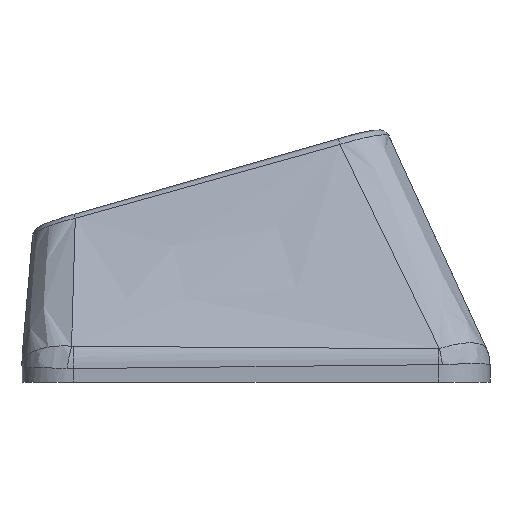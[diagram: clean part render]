
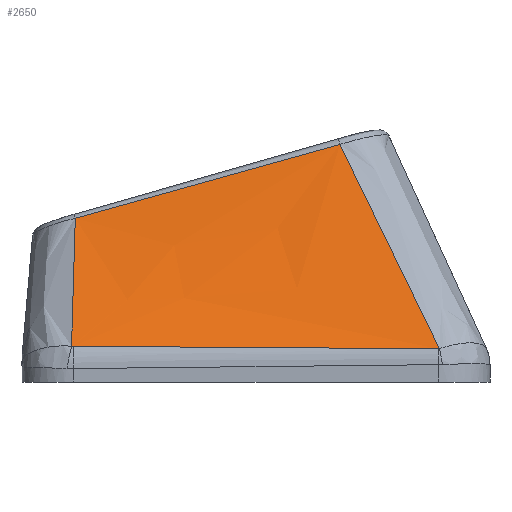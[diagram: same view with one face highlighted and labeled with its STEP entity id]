
A CAD part, left-side view. The second image highlights one B-rep face of the part: STEP entity #2650.
In plain terms, the highlighted free-form (B-spline) face has degree [3, 3] with [4, 4] control points.
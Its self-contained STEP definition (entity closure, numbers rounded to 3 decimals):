
#54=B_SPLINE_SURFACE_WITH_KNOTS('',3,3,((#6355,#6356,#6357,#6358),(#6359,
#6360,#6361,#6362),(#6363,#6364,#6365,#6366),(#6367,#6368,#6369,#6370)),
 .UNSPECIFIED.,.F.,.F.,.F.,(4,4),(4,4),(0.101,0.894),
(0.029,0.966),.UNSPECIFIED.);
#292=FACE_OUTER_BOUND('',#434,.T.);
#434=EDGE_LOOP('',(#2399,#2400,#2401,#2402,#2403,#2404));
#648=B_SPLINE_CURVE_WITH_KNOTS('',3,(#5875,#5876,#5877,#5878),
 .UNSPECIFIED.,.F.,.F.,(4,4),(0.,0.004),
 .UNSPECIFIED.);
#650=B_SPLINE_CURVE_WITH_KNOTS('',3,(#5902,#5903,#5904,#5905),
 .UNSPECIFIED.,.F.,.F.,(4,4),(0.,1.416),.UNSPECIFIED.);
#652=B_SPLINE_CURVE_WITH_KNOTS('',3,(#5929,#5930,#5931,#5932),
 .UNSPECIFIED.,.F.,.F.,(4,4),(0.,0.006),
 .UNSPECIFIED.);
#674=B_SPLINE_CURVE_WITH_KNOTS('',3,(#6345,#6346,#6347,#6348),
 .UNSPECIFIED.,.F.,.F.,(4,4),(-0.632,-0.023),
 .UNSPECIFIED.);
#676=B_SPLINE_CURVE_WITH_KNOTS('',3,(#6372,#6373,#6374,#6375),
 .UNSPECIFIED.,.F.,.F.,(4,4),(0.029,0.98),
 .UNSPECIFIED.);
#677=B_SPLINE_CURVE_WITH_KNOTS('',3,(#6376,#6377,#6378,#6379),
 .UNSPECIFIED.,.F.,.F.,(4,4),(-1.066,0.),.UNSPECIFIED.);
#1220=VERTEX_POINT('',#5834);
#1224=VERTEX_POINT('',#5868);
#1226=VERTEX_POINT('',#5895);
#1228=VERTEX_POINT('',#5922);
#1255=VERTEX_POINT('',#6344);
#1256=VERTEX_POINT('',#6371);
#1604=EDGE_CURVE('',#1220,#1224,#648,.T.);
#1607=EDGE_CURVE('',#1224,#1226,#650,.T.);
#1610=EDGE_CURVE('',#1226,#1228,#652,.T.);
#1651=EDGE_CURVE('',#1228,#1255,#674,.T.);
#1653=EDGE_CURVE('',#1256,#1220,#676,.T.);
#1654=EDGE_CURVE('',#1255,#1256,#677,.T.);
#2399=ORIENTED_EDGE('',*,*,#1610,.F.);
#2400=ORIENTED_EDGE('',*,*,#1607,.F.);
#2401=ORIENTED_EDGE('',*,*,#1604,.F.);
#2402=ORIENTED_EDGE('',*,*,#1653,.F.);
#2403=ORIENTED_EDGE('',*,*,#1654,.F.);
#2404=ORIENTED_EDGE('',*,*,#1651,.F.);
#2650=ADVANCED_FACE('',(#292),#54,.T.);
#5834=CARTESIAN_POINT('',(-25.615,-7.115,0.297));
#5868=CARTESIAN_POINT('',(-25.616,-7.076,0.294));
#5875=CARTESIAN_POINT('Ctrl Pts',(-25.615,-7.115,0.297));
#5876=CARTESIAN_POINT('Ctrl Pts',(-25.616,-7.102,0.295));
#5877=CARTESIAN_POINT('Ctrl Pts',(-25.616,-7.089,0.294));
#5878=CARTESIAN_POINT('Ctrl Pts',(-25.616,-7.076,0.294));
#5895=CARTESIAN_POINT('',(-25.474,7.094,0.389));
#5902=CARTESIAN_POINT('Ctrl Pts',(-25.616,-7.076,0.294));
#5903=CARTESIAN_POINT('Ctrl Pts',(-25.589,-2.354,0.32));
#5904=CARTESIAN_POINT('Ctrl Pts',(-25.552,2.368,0.352));
#5905=CARTESIAN_POINT('Ctrl Pts',(-25.474,7.094,0.389));
#5922=CARTESIAN_POINT('',(-25.469,7.158,0.395));
#5929=CARTESIAN_POINT('Ctrl Pts',(-25.474,7.094,0.389));
#5930=CARTESIAN_POINT('Ctrl Pts',(-25.474,7.115,0.389));
#5931=CARTESIAN_POINT('Ctrl Pts',(-25.472,7.137,0.391));
#5932=CARTESIAN_POINT('Ctrl Pts',(-25.469,7.158,0.395));
#6344=CARTESIAN_POINT('',(-21.991,7.013,5.357));
#6345=CARTESIAN_POINT('Ctrl Pts',(-25.469,7.158,0.395));
#6346=CARTESIAN_POINT('Ctrl Pts',(-24.302,7.09,2.045));
#6347=CARTESIAN_POINT('Ctrl Pts',(-23.143,7.038,3.7));
#6348=CARTESIAN_POINT('Ctrl Pts',(-21.991,7.013,5.357));
#6355=CARTESIAN_POINT('Ctrl Pts',(-21.972,-3.694,8.338));
#6356=CARTESIAN_POINT('Ctrl Pts',(-23.187,-4.835,5.656));
#6357=CARTESIAN_POINT('Ctrl Pts',(-24.401,-5.976,2.975));
#6358=CARTESIAN_POINT('Ctrl Pts',(-25.616,-7.117,0.294));
#6359=CARTESIAN_POINT('Ctrl Pts',(-21.972,-0.065,
7.337));
#6360=CARTESIAN_POINT('Ctrl Pts',(-23.187,-0.83,4.977));
#6361=CARTESIAN_POINT('Ctrl Pts',(-24.401,-1.594,2.618));
#6362=CARTESIAN_POINT('Ctrl Pts',(-25.616,-2.359,0.259));
#6363=CARTESIAN_POINT('Ctrl Pts',(-21.972,3.564,6.336));
#6364=CARTESIAN_POINT('Ctrl Pts',(-23.187,3.175,4.298));
#6365=CARTESIAN_POINT('Ctrl Pts',(-24.401,2.787,2.261));
#6366=CARTESIAN_POINT('Ctrl Pts',(-25.616,2.398,0.223));
#6367=CARTESIAN_POINT('Ctrl Pts',(-21.972,7.193,5.335));
#6368=CARTESIAN_POINT('Ctrl Pts',(-23.187,7.18,3.619));
#6369=CARTESIAN_POINT('Ctrl Pts',(-24.401,7.168,1.904));
#6370=CARTESIAN_POINT('Ctrl Pts',(-25.616,7.156,0.188));
#6371=CARTESIAN_POINT('',(-21.972,-3.254,8.216));
#6372=CARTESIAN_POINT('Ctrl Pts',(-21.972,-3.254,8.216));
#6373=CARTESIAN_POINT('Ctrl Pts',(-23.204,-4.554,5.588));
#6374=CARTESIAN_POINT('Ctrl Pts',(-24.414,-5.839,2.946));
#6375=CARTESIAN_POINT('Ctrl Pts',(-25.615,-7.115,0.297));
#6376=CARTESIAN_POINT('Ctrl Pts',(-21.991,7.013,5.357));
#6377=CARTESIAN_POINT('Ctrl Pts',(-21.988,3.588,6.3));
#6378=CARTESIAN_POINT('Ctrl Pts',(-21.979,0.166,7.256));
#6379=CARTESIAN_POINT('Ctrl Pts',(-21.972,-3.254,8.216));
